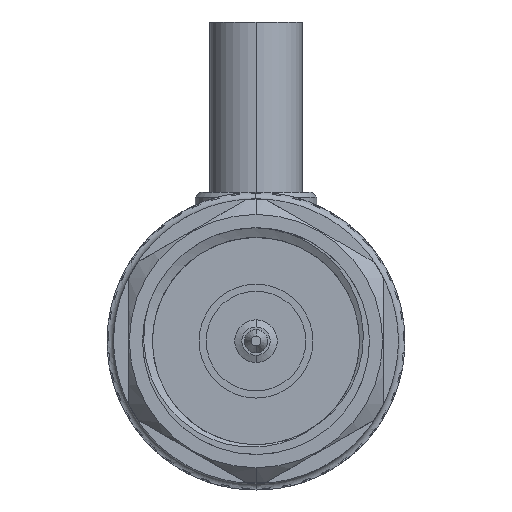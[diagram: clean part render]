
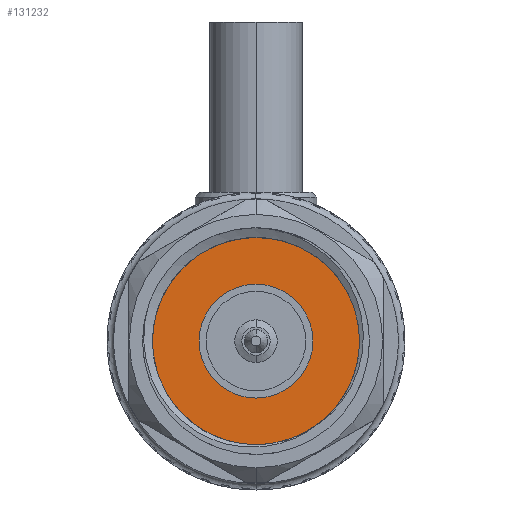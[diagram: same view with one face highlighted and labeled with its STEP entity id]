
A CAD part, left-side view. The second image highlights one B-rep face of the part: STEP entity #131232.
In plain terms, the highlighted planar face has unit normal (-1, 0, 0).
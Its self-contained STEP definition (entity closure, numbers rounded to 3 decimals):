
#34932=CARTESIAN_POINT('',(-6.5,0.,-6.));
#34933=DIRECTION('',(-1.,0.,0.));
#34934=DIRECTION('',(0.,0.,1.));
#34935=AXIS2_PLACEMENT_3D('',#34932,#34933,#34934);
#34937=CARTESIAN_POINT('',(-6.5,0.,-6.));
#34938=DIRECTION('',(1.,0.,0.));
#34939=DIRECTION('',(0.,1.,0.));
#34940=AXIS2_PLACEMENT_3D('',#34937,#34938,#34939);
#34942=CARTESIAN_POINT('',(-6.5,0.,-6.));
#34943=DIRECTION('',(1.,0.,0.));
#34944=DIRECTION('',(0.,-1.,0.));
#34945=AXIS2_PLACEMENT_3D('',#34942,#34943,#34944);
#34947=CARTESIAN_POINT('',(-6.5,0.,-6.));
#34948=DIRECTION('',(-1.,0.,0.));
#34949=DIRECTION('',(0.,-1.,0.));
#34950=AXIS2_PLACEMENT_3D('',#34947,#34948,#34949);
#38464=CARTESIAN_POINT('',(-6.5,4.014,-6.));
#38465=CARTESIAN_POINT('',(-6.5,-4.014,-6.));
#38466=VERTEX_POINT('',#38464);
#38467=VERTEX_POINT('',#38465);
#38516=CARTESIAN_POINT('',(-6.5,0.,2.));
#38518=VERTEX_POINT('',#38516);
#38521=CARTESIAN_POINT('',(-6.5,-8.,-6.));
#38522=VERTEX_POINT('',#38521);
#131217=CARTESIAN_POINT('',(-6.5,0.,-6.));
#131218=DIRECTION('',(-1.,0.,0.));
#131219=DIRECTION('',(0.,1.,0.));
#131220=AXIS2_PLACEMENT_3D('',#131217,#131218,#131219);
#131221=PLANE('',#131220);
#131222=ORIENTED_EDGE('',*,*,#131148,.F.);
#131223=ORIENTED_EDGE('',*,*,#131211,.F.);
#131224=EDGE_LOOP('',(#131222,#131223));
#131225=FACE_OUTER_BOUND('',#131224,.F.);
#131227=ORIENTED_EDGE('',*,*,#131226,.F.);
#131229=ORIENTED_EDGE('',*,*,#131228,.F.);
#131230=EDGE_LOOP('',(#131227,#131229));
#131231=FACE_BOUND('',#131230,.F.);
#34936=CIRCLE('',#34935,8.);
#34941=CIRCLE('',#34940,4.014);
#34946=CIRCLE('',#34945,4.014);
#34951=CIRCLE('',#34950,8.);
#131148=EDGE_CURVE('',#38522,#38518,#34951,.T.);
#131211=EDGE_CURVE('',#38518,#38522,#34936,.T.);
#131226=EDGE_CURVE('',#38466,#38467,#34941,.T.);
#131228=EDGE_CURVE('',#38467,#38466,#34946,.T.);
#131232=ADVANCED_FACE('',(#131225,#131231),#131221,.T.);
